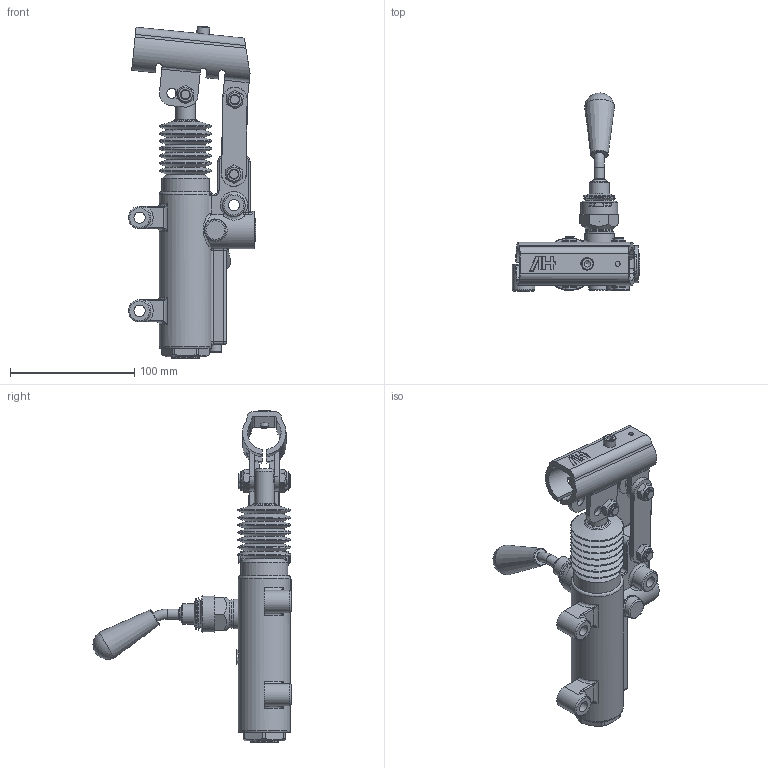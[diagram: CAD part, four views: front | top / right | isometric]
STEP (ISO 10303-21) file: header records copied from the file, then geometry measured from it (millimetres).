
FILE_DESCRIPTION((''),'2;1');
FILE_NAME('PMP 20 m-s (HV) STEP.stp','2014-08-05T13:36:35',('Christian'),(''),'Autodesk Inventor 2013','Autodesk Inventor 2013','');
FILE_SCHEMA(('AUTOMOTIVE_DESIGN { 1 0 10303 214 1 1 1 1 }'));
Length unit declared in the file: millimetre
Products named in the file (1): 6074.0061.10.50 Derivazione 2
Bounding box: 102.5 x 159.42 x 267.26 mm (x, y, z)
Volume: 207060.1 mm3; surface area: 129761.7 mm2
Topology: 11 solids, 15 shells, 1273 faces, 3210 edges, 2016 vertices
Faces by surface type: plane 583, cylinder 233, bspline 201, cone 132, torus 113, sphere 11
Full cylindrical faces by diameter (mm): 4 x2, 5 x1, 6 x1, 6.5 x1, 8 x19, 9 x3, 10 x4, 11.05 x6, 13.468 x1, 13.5 x1, 14.95 x1, 15.5 x1, 16 x2, 16.468 x1, 17 x1, 17.5 x1, 18 x5, 18.631 x1, 19.5 x1, 21 x1, 22 x1, 22.5 x1, 23 x1, 24 x1, 25 x2, 28 x1, 28.5 x2, 29.5 x1, 30 x1, 33 x2
Entity records: 41008 total; most frequent: CARTESIAN_POINT 11688, ORIENTED_EDGE 5864, DIRECTION 5230, EDGE_CURVE 2932, VERTEX_POINT 1958, AXIS2_PLACEMENT_3D 1844, EDGE_LOOP 1612, VECTOR 1542
